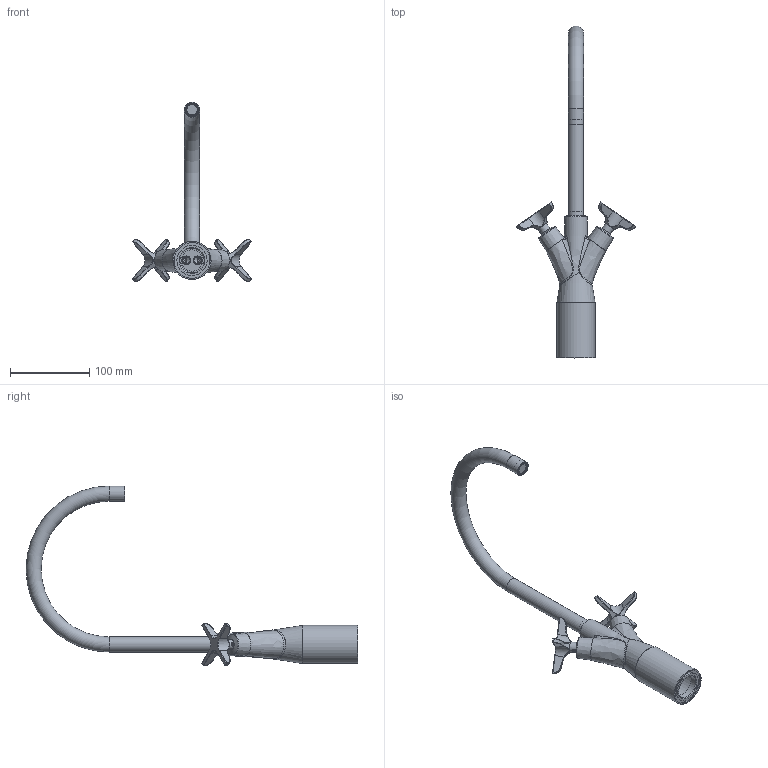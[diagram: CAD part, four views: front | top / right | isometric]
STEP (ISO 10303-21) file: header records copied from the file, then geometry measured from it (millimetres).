
FILE_DESCRIPTION (( 'STEP AP203' ), '1' );
FILE_NAME ('91AP06094.STEP', '2021-11-17T07:51:27', ( '' ), ( '' ), 'SwSTEP 2.0', 'SolidWorks 2021', '' );
FILE_SCHEMA (( 'CONFIG_CONTROL_DESIGN' ));
Length unit declared in the file: millimetre
Products named in the file (1): 91AP06094
Bounding box: 149.9 x 418.1 x 226.47 mm (x, y, z)
Volume: 164359 mm3; surface area: 130394.8 mm2
Topology: 12 solids, 12 shells, 535 faces, 1358 edges, 855 vertices
Faces by surface type: plane 237, cylinder 155, bspline 61, cone 48, torus 18, sphere 16
Full cylindrical faces by diameter (mm): 3.3 x4, 4 x2, 4.5 x2, 9 x4, 10 x2, 10.6 x2, 11 x1, 12.6 x2, 12.8 x2, 12.955 x1, 13 x3, 13.485 x1, 13.9 x1, 14.5 x1, 15 x2, 15.173 x1, 15.5 x1, 16.5 x1, 16.75 x1, 17.4 x2, 18 x1, 19 x6, 19.5 x1, 21.5 x3, 23 x10, 24.25 x2, 24.805 x2, 25.2 x2, 27 x1, 30.2 x1
Entity records: 25489 total; most frequent: CARTESIAN_POINT 14188, ORIENTED_EDGE 2284, DIRECTION 2182, EDGE_CURVE 1142, AXIS2_PLACEMENT_3D 876, VERTEX_POINT 785, EDGE_LOOP 693, FACE_OUTER_BOUND 603
